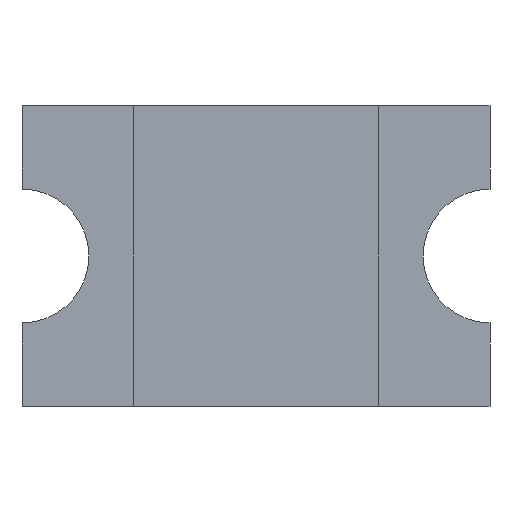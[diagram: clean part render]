
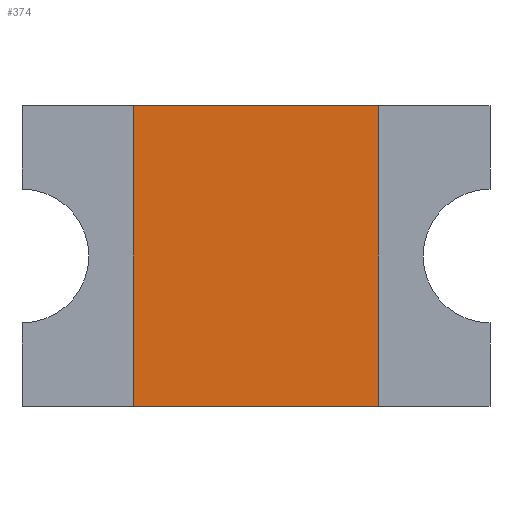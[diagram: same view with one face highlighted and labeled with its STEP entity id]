
A CAD part, front view. The second image highlights one B-rep face of the part: STEP entity #374.
In plain terms, the highlighted planar face has unit normal (0, -1, 0).
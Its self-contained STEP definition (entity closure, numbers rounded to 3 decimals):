
#49=FACE_OUTER_BOUND('',#69,.T.);
#69=EDGE_LOOP('',(#253,#254,#255,#256));
#97=LINE('',#584,#137);
#98=LINE('',#586,#138);
#99=LINE('',#588,#139);
#100=LINE('',#589,#140);
#137=VECTOR('',#464,1000.);
#138=VECTOR('',#465,1000.);
#139=VECTOR('',#466,1000.);
#140=VECTOR('',#467,1000.);
#179=VERTEX_POINT('',#582);
#180=VERTEX_POINT('',#583);
#181=VERTEX_POINT('',#585);
#182=VERTEX_POINT('',#587);
#208=EDGE_CURVE('',#179,#180,#97,.T.);
#209=EDGE_CURVE('',#181,#179,#98,.T.);
#210=EDGE_CURVE('',#182,#181,#99,.T.);
#211=EDGE_CURVE('',#180,#182,#100,.T.);
#253=ORIENTED_EDGE('',*,*,#208,.F.);
#254=ORIENTED_EDGE('',*,*,#209,.F.);
#255=ORIENTED_EDGE('',*,*,#210,.F.);
#256=ORIENTED_EDGE('',*,*,#211,.F.);
#337=PLANE('',#415);
#374=ADVANCED_FACE('',(#49),#337,.F.);
#415=AXIS2_PLACEMENT_3D('',#581,#462,#463);
#462=DIRECTION('center_axis',(0.,1.,0.));
#463=DIRECTION('ref_axis',(0.,0.,1.));
#464=DIRECTION('',(0.,0.,-1.));
#465=DIRECTION('',(1.,0.,0.));
#466=DIRECTION('',(0.,0.,1.));
#467=DIRECTION('',(-1.,0.,0.));
#581=CARTESIAN_POINT('Origin',(-1.05,0.,0.));
#582=CARTESIAN_POINT('',(0.55,0.,0.675));
#583=CARTESIAN_POINT('',(0.55,0.,-0.675));
#584=CARTESIAN_POINT('',(0.55,0.,0.));
#585=CARTESIAN_POINT('',(-0.55,0.,0.675));
#586=CARTESIAN_POINT('',(1.05,0.,0.675));
#587=CARTESIAN_POINT('',(-0.55,0.,-0.675));
#588=CARTESIAN_POINT('',(-0.55,0.,0.));
#589=CARTESIAN_POINT('',(1.05,0.,-0.675));
